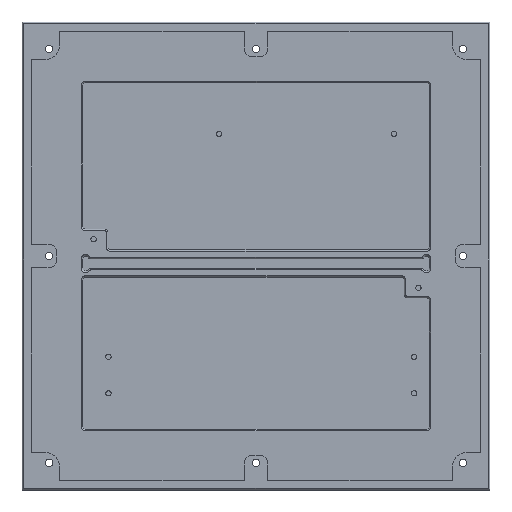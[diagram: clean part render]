
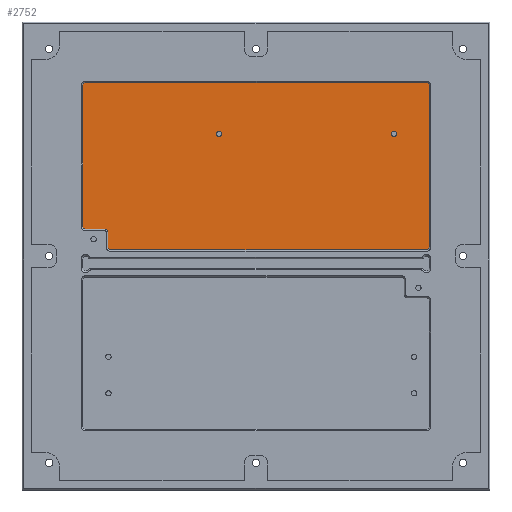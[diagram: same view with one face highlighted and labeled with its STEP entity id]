
A CAD part, top view. The second image highlights one B-rep face of the part: STEP entity #2752.
In plain terms, the highlighted face is planar.
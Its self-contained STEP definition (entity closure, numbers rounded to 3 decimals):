
#85=FACE_BOUND('',#447,.T.);
#86=FACE_BOUND('',#448,.T.);
#127=PLANE('',#3031);
#265=FACE_OUTER_BOUND('',#446,.T.);
#446=EDGE_LOOP('',(#2270,#2271,#2272,#2273,#2274,#2275,#2276,#2277,#2278,
#2279,#2280,#2281));
#447=EDGE_LOOP('',(#2282));
#448=EDGE_LOOP('',(#2283));
#684=LINE('',#4470,#956);
#688=LINE('',#4479,#960);
#691=LINE('',#4487,#963);
#699=LINE('',#4519,#971);
#700=LINE('',#4523,#972);
#701=LINE('',#4527,#973);
#956=VECTOR('',#3616,10.);
#960=VECTOR('',#3626,10.);
#963=VECTOR('',#3635,10.);
#971=VECTOR('',#3669,10.);
#972=VECTOR('',#3672,10.);
#973=VECTOR('',#3675,10.);
#1106=CIRCLE('',#2890,1.75);
#1108=CIRCLE('',#2894,1.75);
#1173=CIRCLE('',#3014,2.);
#1174=CIRCLE('',#3017,2.);
#1175=CIRCLE('',#3020,2.);
#1183=CIRCLE('',#3032,2.);
#1184=CIRCLE('',#3033,2.);
#1185=CIRCLE('',#3034,2.);
#1238=VERTEX_POINT('',#4088);
#1240=VERTEX_POINT('',#4095);
#1373=VERTEX_POINT('',#4467);
#1374=VERTEX_POINT('',#4469);
#1375=VERTEX_POINT('',#4473);
#1376=VERTEX_POINT('',#4477);
#1377=VERTEX_POINT('',#4481);
#1378=VERTEX_POINT('',#4485);
#1379=VERTEX_POINT('',#4489);
#1389=VERTEX_POINT('',#4518);
#1390=VERTEX_POINT('',#4520);
#1391=VERTEX_POINT('',#4522);
#1392=VERTEX_POINT('',#4524);
#1393=VERTEX_POINT('',#4526);
#1502=EDGE_CURVE('',#1238,#1238,#1106,.T.);
#1505=EDGE_CURVE('',#1240,#1240,#1108,.T.);
#1691=EDGE_CURVE('',#1373,#1374,#684,.T.);
#1694=EDGE_CURVE('',#1373,#1375,#1173,.T.);
#1696=EDGE_CURVE('',#1375,#1376,#688,.T.);
#1698=EDGE_CURVE('',#1377,#1376,#1174,.F.);
#1700=EDGE_CURVE('',#1377,#1378,#691,.T.);
#1702=EDGE_CURVE('',#1378,#1379,#1175,.T.);
#1716=EDGE_CURVE('',#1379,#1389,#699,.T.);
#1717=EDGE_CURVE('',#1389,#1390,#1183,.T.);
#1718=EDGE_CURVE('',#1391,#1390,#700,.T.);
#1719=EDGE_CURVE('',#1391,#1392,#1184,.T.);
#1720=EDGE_CURVE('',#1393,#1392,#701,.T.);
#1721=EDGE_CURVE('',#1393,#1374,#1185,.T.);
#2270=ORIENTED_EDGE('',*,*,#1702,.T.);
#2271=ORIENTED_EDGE('',*,*,#1716,.T.);
#2272=ORIENTED_EDGE('',*,*,#1717,.T.);
#2273=ORIENTED_EDGE('',*,*,#1718,.F.);
#2274=ORIENTED_EDGE('',*,*,#1719,.T.);
#2275=ORIENTED_EDGE('',*,*,#1720,.F.);
#2276=ORIENTED_EDGE('',*,*,#1721,.T.);
#2277=ORIENTED_EDGE('',*,*,#1691,.F.);
#2278=ORIENTED_EDGE('',*,*,#1694,.T.);
#2279=ORIENTED_EDGE('',*,*,#1696,.T.);
#2280=ORIENTED_EDGE('',*,*,#1698,.F.);
#2281=ORIENTED_EDGE('',*,*,#1700,.T.);
#2282=ORIENTED_EDGE('',*,*,#1502,.T.);
#2283=ORIENTED_EDGE('',*,*,#1505,.T.);
#2752=ADVANCED_FACE('',(#265,#85,#86),#127,.F.);
#2890=AXIS2_PLACEMENT_3D('',#4089,#3248,#3249);
#2894=AXIS2_PLACEMENT_3D('',#4096,#3257,#3258);
#3014=AXIS2_PLACEMENT_3D('',#4475,#3621,#3622);
#3017=AXIS2_PLACEMENT_3D('',#4483,#3630,#3631);
#3020=AXIS2_PLACEMENT_3D('',#4491,#3639,#3640);
#3031=AXIS2_PLACEMENT_3D('',#4517,#3667,#3668);
#3032=AXIS2_PLACEMENT_3D('',#4521,#3670,#3671);
#3033=AXIS2_PLACEMENT_3D('',#4525,#3673,#3674);
#3034=AXIS2_PLACEMENT_3D('',#4528,#3676,#3677);
#3248=DIRECTION('center_axis',(0.,0.,1.));
#3249=DIRECTION('ref_axis',(0.,-1.,0.));
#3257=DIRECTION('center_axis',(0.,0.,1.));
#3258=DIRECTION('ref_axis',(0.,-1.,0.));
#3616=DIRECTION('',(0.,1.,0.));
#3621=DIRECTION('center_axis',(0.,0.,-1.));
#3622=DIRECTION('ref_axis',(0.707,-0.707,0.));
#3626=DIRECTION('',(-1.,0.,0.));
#3630=DIRECTION('center_axis',(0.,0.,1.));
#3631=DIRECTION('ref_axis',(-0.707,0.707,0.));
#3635=DIRECTION('',(0.,-1.,0.));
#3639=DIRECTION('center_axis',(0.,0.,-1.));
#3640=DIRECTION('ref_axis',(0.707,-0.707,0.));
#3667=DIRECTION('center_axis',(0.,0.,1.));
#3668=DIRECTION('ref_axis',(1.,0.,0.));
#3669=DIRECTION('',(-1.,0.,0.));
#3670=DIRECTION('center_axis',(0.,0.,-1.));
#3671=DIRECTION('ref_axis',(-0.707,-0.707,0.));
#3672=DIRECTION('',(0.,-1.,0.));
#3673=DIRECTION('center_axis',(0.,0.,-1.));
#3674=DIRECTION('ref_axis',(-0.707,0.707,0.));
#3675=DIRECTION('',(-1.,0.,0.));
#3676=DIRECTION('center_axis',(0.,0.,-1.));
#3677=DIRECTION('ref_axis',(0.707,0.707,0.));
#4088=CARTESIAN_POINT('',(191.218,45.335,382.259));
#4089=CARTESIAN_POINT('Origin',(189.468,45.335,382.259));
#4095=CARTESIAN_POINT('',(76.218,45.335,382.259));
#4096=CARTESIAN_POINT('Origin',(74.468,45.335,382.259));
#4467=CARTESIAN_POINT('',(279.194,-15.504,382.259));
#4469=CARTESIAN_POINT('',(279.194,76.996,382.259));
#4470=CARTESIAN_POINT('',(279.194,83.996,382.259));
#4473=CARTESIAN_POINT('',(277.194,-17.504,382.259));
#4475=CARTESIAN_POINT('Origin',(277.194,-15.504,382.259));
#4477=CARTESIAN_POINT('',(264.694,-17.504,382.259));
#4479=CARTESIAN_POINT('',(108.194,-17.504,382.259));
#4481=CARTESIAN_POINT('',(262.694,-19.504,382.259));
#4483=CARTESIAN_POINT('Origin',(264.694,-19.504,382.259));
#4485=CARTESIAN_POINT('',(262.694,-29.004,382.259));
#4487=CARTESIAN_POINT('',(262.694,-27.004,382.259));
#4489=CARTESIAN_POINT('',(260.694,-31.004,382.259));
#4491=CARTESIAN_POINT('Origin',(260.694,-29.004,382.259));
#4517=CARTESIAN_POINT('Origin',(165.194,-35.004,382.259));
#4518=CARTESIAN_POINT('',(53.194,-31.004,382.259));
#4519=CARTESIAN_POINT('',(67.694,-31.004,382.259));
#4520=CARTESIAN_POINT('',(51.194,-29.004,382.259));
#4521=CARTESIAN_POINT('Origin',(53.194,-29.004,382.259));
#4522=CARTESIAN_POINT('',(51.194,76.996,382.259));
#4523=CARTESIAN_POINT('',(51.194,24.496,382.259));
#4524=CARTESIAN_POINT('',(53.194,78.996,382.259));
#4525=CARTESIAN_POINT('Origin',(53.194,76.996,382.259));
#4526=CARTESIAN_POINT('',(277.194,78.996,382.259));
#4527=CARTESIAN_POINT('',(46.194,78.996,382.259));
#4528=CARTESIAN_POINT('Origin',(277.194,76.996,382.259));
